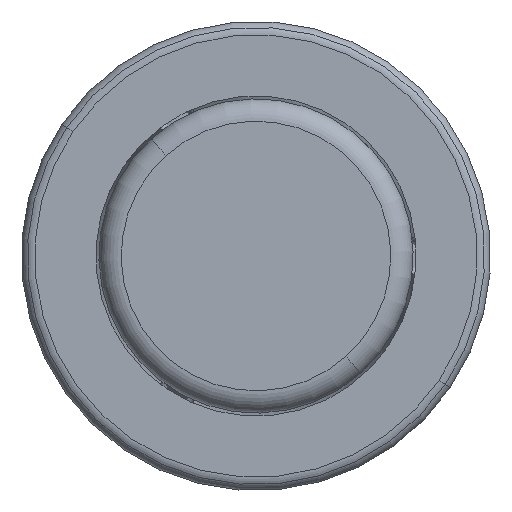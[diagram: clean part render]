
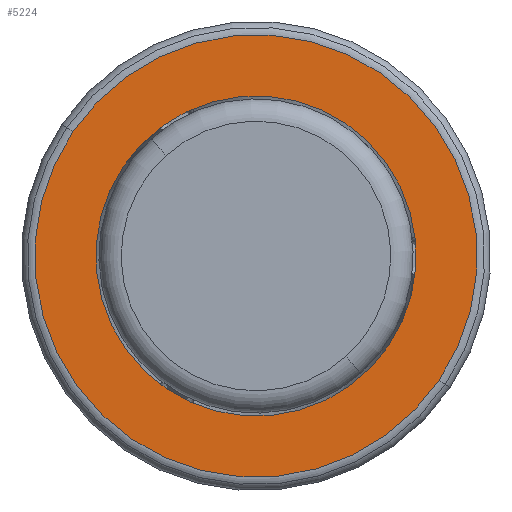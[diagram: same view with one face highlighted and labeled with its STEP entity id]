
A CAD part, left-side view. The second image highlights one B-rep face of the part: STEP entity #5224.
In plain terms, the highlighted face is planar.
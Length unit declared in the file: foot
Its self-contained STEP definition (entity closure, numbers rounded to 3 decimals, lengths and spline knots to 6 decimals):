
#261 = CARTESIAN_POINT ( 'NONE',  ( 0., 0.008, 0. ) ) ;
#279 = CIRCLE ( 'NONE', #5423, 0.017917 ) ;
#1385 = DIRECTION ( 'NONE',  ( 0., 0., 1. ) ) ;
#1412 = DIRECTION ( 'NONE',  ( 0., 1., 0. ) ) ;
#1474 = PLANE ( 'NONE',  #6696 ) ;
#1788 = CARTESIAN_POINT ( 'NONE',  ( 0., 0.008, 0. ) ) ;
#1820 = CARTESIAN_POINT ( 'NONE',  ( 0.017917, 0.008, 0. ) ) ;
#1829 = DIRECTION ( 'NONE',  ( 0., -1., 0. ) ) ;
#1860 = EDGE_CURVE ( 'NONE', #8946, #6995, #4995, .T. ) ;
#1904 = DIRECTION ( 'NONE',  ( 0., 0., -1. ) ) ;
#2087 = CIRCLE ( 'NONE', #9381, 0.017917 ) ;
#2142 = FACE_OUTER_BOUND ( 'NONE', #6751, .T. ) ;
#2760 = CARTESIAN_POINT ( 'NONE',  ( 0., 0.008, -0.017917 ) ) ;
#3192 = ORIENTED_EDGE ( 'NONE', *, *, #6059, .T. ) ;
#3317 = CARTESIAN_POINT ( 'NONE',  ( 0., 0.008, 0.02475 ) ) ;
#3396 = EDGE_CURVE ( 'NONE', #3851, #7023, #2087, .T. ) ;
#3702 = ORIENTED_EDGE ( 'NONE', *, *, #3396, .T. ) ;
#3851 = VERTEX_POINT ( 'NONE', #7562 ) ;
#4130 = DIRECTION ( 'NONE',  ( 0., 0., -1. ) ) ;
#4190 = ORIENTED_EDGE ( 'NONE', *, *, #1860, .F. ) ;
#4995 = CIRCLE ( 'NONE', #6370, 0.02475 ) ;
#5094 = AXIS2_PLACEMENT_3D ( 'NONE', #9864, #9661, #9633 ) ;
#5200 = CIRCLE ( 'NONE', #5094, 0.02475 ) ;
#5224 = ADVANCED_FACE ( 'NONE', ( #9000, #2142 ), #1474, .T. ) ;
#5360 = ORIENTED_EDGE ( 'NONE', *, *, #6339, .F. ) ;
#5423 = AXIS2_PLACEMENT_3D ( 'NONE', #261, #9834, #1904 ) ;
#6059 = EDGE_CURVE ( 'NONE', #7023, #3851, #279, .T. ) ;
#6339 = EDGE_CURVE ( 'NONE', #6995, #8946, #5200, .T. ) ;
#6370 = AXIS2_PLACEMENT_3D ( 'NONE', #10243, #10160, #10131 ) ;
#6627 = EDGE_LOOP ( 'NONE', ( #3192, #3702 ) ) ;
#6696 = AXIS2_PLACEMENT_3D ( 'NONE', #1820, #1412, #1385 ) ;
#6751 = EDGE_LOOP ( 'NONE', ( #4190, #5360 ) ) ;
#6995 = VERTEX_POINT ( 'NONE', #3317 ) ;
#7023 = VERTEX_POINT ( 'NONE', #2760 ) ;
#7562 = CARTESIAN_POINT ( 'NONE',  ( 0., 0.008, 0.017917 ) ) ;
#8946 = VERTEX_POINT ( 'NONE', #9084 ) ;
#9000 = FACE_BOUND ( 'NONE', #6627, .T. ) ;
#9084 = CARTESIAN_POINT ( 'NONE',  ( 0., 0.008, -0.02475 ) ) ;
#9381 = AXIS2_PLACEMENT_3D ( 'NONE', #1788, #1829, #4130 ) ;
#9633 = DIRECTION ( 'NONE',  ( 0., 0., -1. ) ) ;
#9661 = DIRECTION ( 'NONE',  ( 0., -1., 0. ) ) ;
#9834 = DIRECTION ( 'NONE',  ( 0., -1., 0. ) ) ;
#9864 = CARTESIAN_POINT ( 'NONE',  ( 0., 0.008, 0. ) ) ;
#10131 = DIRECTION ( 'NONE',  ( 0., 0., -1. ) ) ;
#10160 = DIRECTION ( 'NONE',  ( 0., -1., 0. ) ) ;
#10243 = CARTESIAN_POINT ( 'NONE',  ( 0., 0.008, 0. ) ) ;
